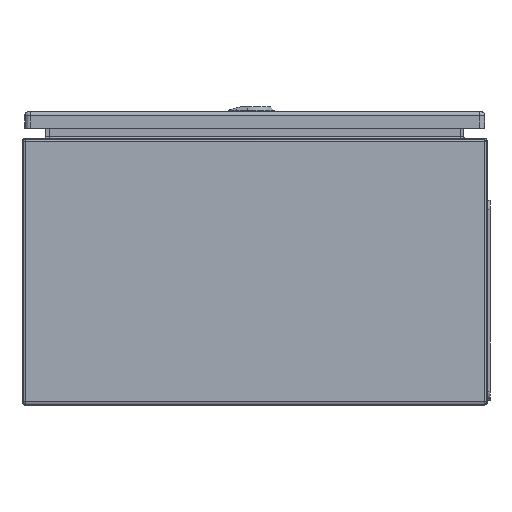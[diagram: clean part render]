
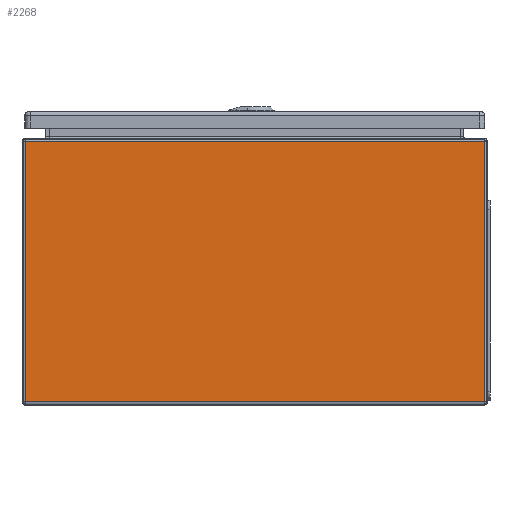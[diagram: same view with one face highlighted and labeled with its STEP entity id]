
A CAD part, left-side view. The second image highlights one B-rep face of the part: STEP entity #2268.
In plain terms, the highlighted planar face has unit normal (-1, 0, 0).
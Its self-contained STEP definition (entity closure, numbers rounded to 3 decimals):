
#2268=ADVANCED_FACE('',(#2980),#2746,.T.);
#2746=PLANE('',#9672);
#2980=FACE_OUTER_BOUND('',#3413,.T.);
#3413=EDGE_LOOP('',(#4124,#4125,#4126,#4127));
#4124=ORIENTED_EDGE('',*,*,#7210,.T.);
#4125=ORIENTED_EDGE('',*,*,#7211,.T.);
#4126=ORIENTED_EDGE('',*,*,#7212,.T.);
#4127=ORIENTED_EDGE('',*,*,#7213,.T.);
#6436=VERTEX_POINT('',#13244);
#6437=VERTEX_POINT('',#13245);
#6438=VERTEX_POINT('',#13247);
#6439=VERTEX_POINT('',#13249);
#7210=EDGE_CURVE('',#6436,#6437,#8338,.T.);
#7211=EDGE_CURVE('',#6437,#6438,#8339,.T.);
#7212=EDGE_CURVE('',#6438,#6439,#8340,.T.);
#7213=EDGE_CURVE('',#6439,#6436,#8341,.T.);
#8338=LINE('',#13243,#9006);
#8339=LINE('',#13246,#9007);
#8340=LINE('',#13248,#9008);
#8341=LINE('',#13250,#9009);
#9006=VECTOR('',#10699,1.);
#9007=VECTOR('',#10700,1.);
#9008=VECTOR('',#10701,1.);
#9009=VECTOR('',#10702,1.);
#9672=AXIS2_PLACEMENT_3D('',#13251,#10703,#10704);
#10699=DIRECTION('',(0.,0.,-1.));
#10700=DIRECTION('',(0.,-1.,0.));
#10701=DIRECTION('',(0.,0.,1.));
#10702=DIRECTION('',(0.,1.,0.));
#10703=DIRECTION('',(-1.,0.,0.));
#10704=DIRECTION('',(0.,0.,1.));
#13243=CARTESIAN_POINT('',(-300.,197.2,229.));
#13244=CARTESIAN_POINT('',(-300.,197.2,226.2));
#13245=CARTESIAN_POINT('',(-300.,197.2,2.8));
#13246=CARTESIAN_POINT('',(-300.,-200.,2.8));
#13247=CARTESIAN_POINT('',(-300.,-197.2,2.8));
#13248=CARTESIAN_POINT('',(-300.,-197.2,229.));
#13249=CARTESIAN_POINT('',(-300.,-197.2,226.2));
#13250=CARTESIAN_POINT('',(-300.,200.,226.2));
#13251=CARTESIAN_POINT('',(-300.,-200.,229.));
